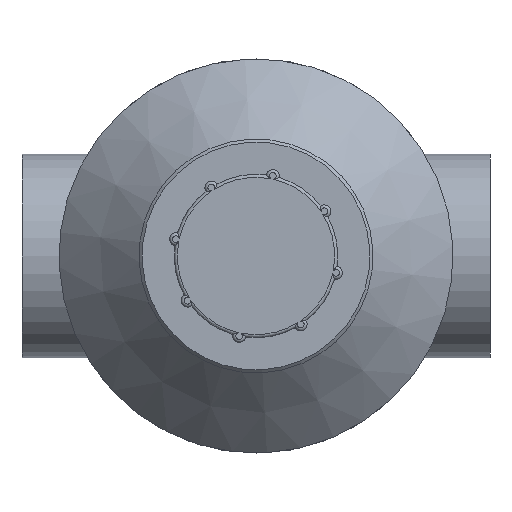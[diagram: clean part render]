
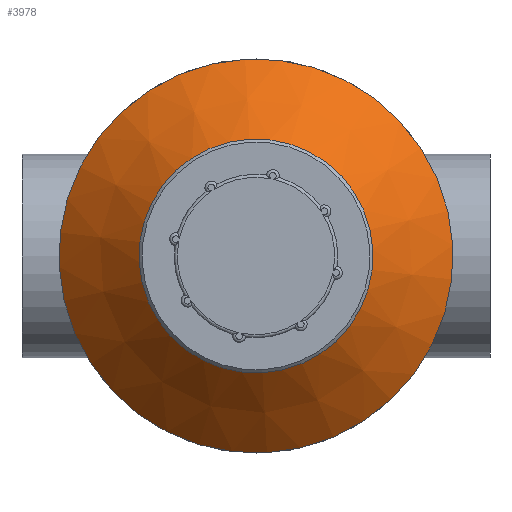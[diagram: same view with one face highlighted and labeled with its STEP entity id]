
A CAD part, front view. The second image highlights one B-rep face of the part: STEP entity #3978.
In plain terms, the highlighted conical face has half-angle 45 degrees and reference radius 38 mm.
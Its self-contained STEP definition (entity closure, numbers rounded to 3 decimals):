
#727 = DIRECTION ( 'NONE',  ( -1., 0., 0. ) ) ;
#1208 = FACE_BOUND ( 'NONE', #4214, .T. ) ;
#1404 = DIRECTION ( 'NONE',  ( 0., 1., 0. ) ) ;
#1662 = CIRCLE ( 'NONE', #5573, 38. ) ;
#1796 = EDGE_CURVE ( 'NONE', #2122, #2122, #1662, .T. ) ;
#2122 = VERTEX_POINT ( 'NONE', #4614 ) ;
#2432 = FACE_OUTER_BOUND ( 'NONE', #3756, .T. ) ;
#2605 = DIRECTION ( 'NONE',  ( 0., 1., 0. ) ) ;
#2622 = DIRECTION ( 'NONE',  ( -1., 0., 0. ) ) ;
#2782 = CONICAL_SURFACE ( 'NONE', #3828, 38., 0.785 ) ;
#3571 = CARTESIAN_POINT ( 'NONE',  ( 15.085, -13.663, 0. ) ) ;
#3756 = EDGE_LOOP ( 'NONE', ( #7049 ) ) ;
#3828 = AXIS2_PLACEMENT_3D ( 'NONE', #3571, #7289, #6014 ) ;
#3887 = CARTESIAN_POINT ( 'NONE',  ( 15.085, -13.663, 0. ) ) ;
#3978 = ADVANCED_FACE ( 'NONE', ( #2432, #1208 ), #2782, .T. ) ;
#4121 = VERTEX_POINT ( 'NONE', #6780 ) ;
#4214 = EDGE_LOOP ( 'NONE', ( #7742 ) ) ;
#4373 = CARTESIAN_POINT ( 'NONE',  ( 15.085, -39.663, 0. ) ) ;
#4442 = EDGE_CURVE ( 'NONE', #4121, #4121, #6037, .T. ) ;
#4614 = CARTESIAN_POINT ( 'NONE',  ( -22.915, -13.663, 0. ) ) ;
#4995 = AXIS2_PLACEMENT_3D ( 'NONE', #4373, #2605, #727 ) ;
#5573 = AXIS2_PLACEMENT_3D ( 'NONE', #3887, #1404, #2622 ) ;
#6014 = DIRECTION ( 'NONE',  ( 1., 0., 0. ) ) ;
#6037 = CIRCLE ( 'NONE', #4995, 64. ) ;
#6780 = CARTESIAN_POINT ( 'NONE',  ( -48.915, -39.663, 0. ) ) ;
#7049 = ORIENTED_EDGE ( 'NONE', *, *, #4442, .T. ) ;
#7289 = DIRECTION ( 'NONE',  ( 0., -1., 0. ) ) ;
#7742 = ORIENTED_EDGE ( 'NONE', *, *, #1796, .F. ) ;
